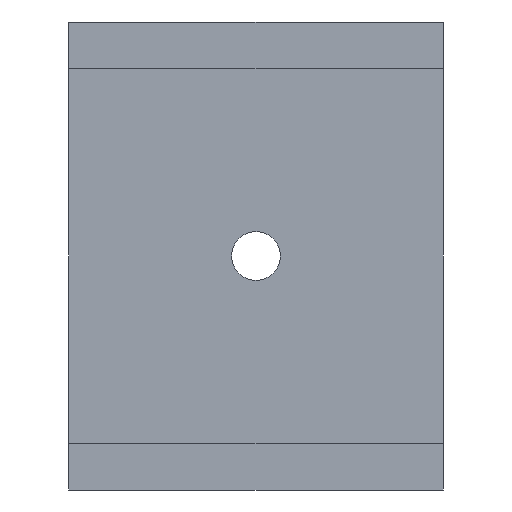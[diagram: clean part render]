
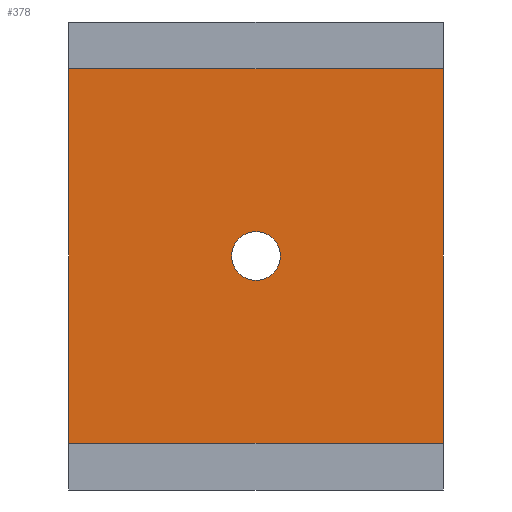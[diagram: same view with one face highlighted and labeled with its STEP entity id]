
A CAD part, front view. The second image highlights one B-rep face of the part: STEP entity #378.
In plain terms, the highlighted planar face has unit normal (0, -1, 0).
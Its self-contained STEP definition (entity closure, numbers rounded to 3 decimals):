
#29=FACE_BOUND('',#61,.T.);
#33=CIRCLE('',#453,2.6);
#40=FACE_OUTER_BOUND('',#60,.T.);
#60=EDGE_LOOP('',(#258,#259,#260,#261));
#61=EDGE_LOOP('',(#262));
#84=LINE('',#595,#128);
#85=LINE('',#597,#129);
#86=LINE('',#599,#130);
#87=LINE('',#600,#131);
#128=VECTOR('',#488,10.);
#129=VECTOR('',#489,10.);
#130=VECTOR('',#490,10.);
#131=VECTOR('',#491,10.);
#172=VERTEX_POINT('',#593);
#173=VERTEX_POINT('',#594);
#174=VERTEX_POINT('',#596);
#175=VERTEX_POINT('',#598);
#176=VERTEX_POINT('',#601);
#207=EDGE_CURVE('',#172,#173,#84,.T.);
#208=EDGE_CURVE('',#172,#174,#85,.T.);
#209=EDGE_CURVE('',#174,#175,#86,.T.);
#210=EDGE_CURVE('',#175,#173,#87,.T.);
#211=EDGE_CURVE('',#176,#176,#33,.T.);
#258=ORIENTED_EDGE('',*,*,#207,.F.);
#259=ORIENTED_EDGE('',*,*,#208,.T.);
#260=ORIENTED_EDGE('',*,*,#209,.T.);
#261=ORIENTED_EDGE('',*,*,#210,.T.);
#262=ORIENTED_EDGE('',*,*,#211,.T.);
#360=PLANE('',#452);
#378=ADVANCED_FACE('',(#40,#29),#360,.F.);
#452=AXIS2_PLACEMENT_3D('',#592,#486,#487);
#453=AXIS2_PLACEMENT_3D('',#602,#492,#493);
#486=DIRECTION('center_axis',(0.,1.,0.));
#487=DIRECTION('ref_axis',(0.,0.,1.));
#488=DIRECTION('',(1.,0.,0.));
#489=DIRECTION('',(0.,0.,-1.));
#490=DIRECTION('',(1.,0.,0.));
#491=DIRECTION('',(0.,0.,1.));
#492=DIRECTION('center_axis',(0.,1.,0.));
#493=DIRECTION('ref_axis',(1.,0.,0.));
#592=CARTESIAN_POINT('Origin',(0.,25.,20.));
#593=CARTESIAN_POINT('',(-20.,25.,40.));
#594=CARTESIAN_POINT('',(20.,25.,40.));
#595=CARTESIAN_POINT('',(-10.,25.,40.));
#596=CARTESIAN_POINT('',(-20.,25.,0.));
#597=CARTESIAN_POINT('',(-20.,25.,-5.));
#598=CARTESIAN_POINT('',(20.,25.,0.));
#599=CARTESIAN_POINT('',(10.,25.,0.));
#600=CARTESIAN_POINT('',(20.,25.,45.));
#601=CARTESIAN_POINT('',(-2.6,25.,20.));
#602=CARTESIAN_POINT('Origin',(0.,25.,20.));
